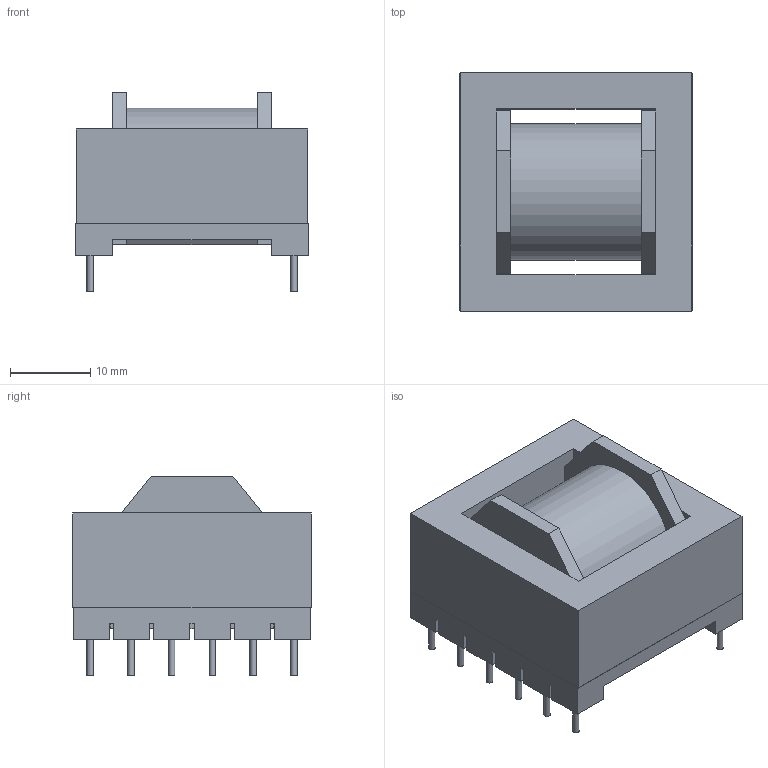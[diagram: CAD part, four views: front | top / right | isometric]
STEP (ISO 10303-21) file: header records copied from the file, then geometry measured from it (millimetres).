
FILE_DESCRIPTION(('FreeCAD Model'),'2;1');
FILE_NAME('Open CASCADE Shape Model','2025-12-13T17:06:39',( 'kicad StepUp'),('ksu MCAD'),'Open CASCADE STEP processor 7.8', 'FreeCAD','Unknown');
FILE_SCHEMA(('AP242_MANAGED_MODEL_BASED_3D_ENGINEERING_MIM_LF. {1 0 10303 442 1 1 4 }'));
Length unit declared in the file: millimetre
Products named in the file (1): Mirrored_
Bounding box: 29 x 29.7 x 24.9 mm (x, y, z)
Volume: 11627.1 mm3; surface area: 5139.6 mm2
Topology: 1 solids, 1 shells, 122 faces, 307 edges, 194 vertices
Faces by surface type: plane 109, cylinder 13
Full cylindrical faces by diameter (mm): 0.8 x12, 17 x1
Entity records: 4668 total; most frequent: CARTESIAN_POINT 619, ORIENTED_EDGE 606, DIRECTION 576, EDGE_CURVE 303, LINE 274, VECTOR 274, VERTEX_POINT 192, AXIS2_PLACEMENT_3D 151
